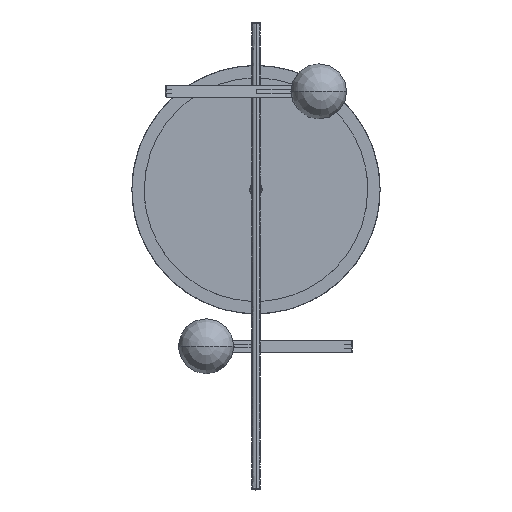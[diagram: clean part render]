
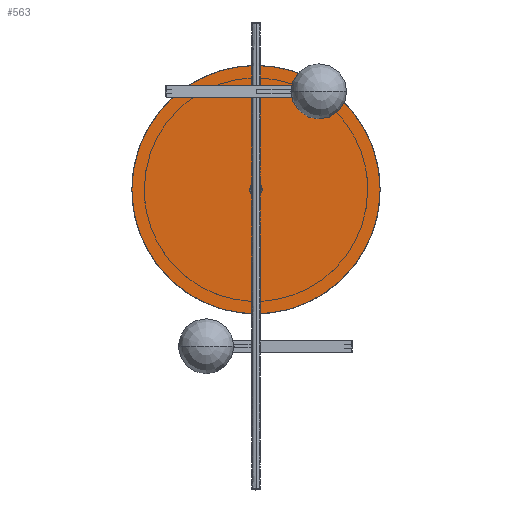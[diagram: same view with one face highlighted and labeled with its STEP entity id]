
A CAD part, top view. The second image highlights one B-rep face of the part: STEP entity #563.
In plain terms, the highlighted planar face has unit normal (0, 0, 1).
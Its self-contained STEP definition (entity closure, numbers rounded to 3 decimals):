
#281=FACE_BOUND($,#1197,.T.);
#563=ADVANCED_FACE($,(#872,#281),#4025,.T.);
#872=FACE_OUTER_BOUND($,#1196,.T.);
#1196=EDGE_LOOP($,(#2569,#2570));
#1197=EDGE_LOOP($,(#2571,#2572,#2573,#2574));
#2569=ORIENTED_EDGE($,*,*,#3407,.F.);
#2570=ORIENTED_EDGE($,*,*,#3408,.F.);
#2571=ORIENTED_EDGE($,*,*,#3412,.T.);
#2572=ORIENTED_EDGE($,*,*,#3420,.T.);
#2573=ORIENTED_EDGE($,*,*,#3417,.T.);
#2574=ORIENTED_EDGE($,*,*,#3415,.T.);
#3407=EDGE_CURVE($,#3923,#3924,#5008,.T.);
#3408=EDGE_CURVE($,#3924,#3923,#5009,.T.);
#3412=EDGE_CURVE($,#3927,#3932,#5012,.T.);
#3415=EDGE_CURVE($,#3931,#3927,#5015,.T.);
#3417=EDGE_CURVE($,#3928,#3931,#5016,.T.);
#3420=EDGE_CURVE($,#3932,#3928,#5017,.T.);
#3923=VERTEX_POINT($,#11544);
#3924=VERTEX_POINT($,#11545);
#3927=VERTEX_POINT($,#11548);
#3928=VERTEX_POINT($,#11549);
#3931=VERTEX_POINT($,#11552);
#3932=VERTEX_POINT($,#11553);
#4025=PLANE($,#5130);
#5008=(
BOUNDED_CURVE()
B_SPLINE_CURVE(2,(#11452,#11453,#11454,#11455,#11456),.UNSPECIFIED.,.F.,
.F.)
B_SPLINE_CURVE_WITH_KNOTS((3,2,3),(-1256.637,-942.478,-628.319),
.UNSPECIFIED.)
CURVE()
GEOMETRIC_REPRESENTATION_ITEM()
RATIONAL_B_SPLINE_CURVE((1.,0.707,1.,0.707,1.))
REPRESENTATION_ITEM($)
);
#5009=(
BOUNDED_CURVE()
B_SPLINE_CURVE(2,(#11457,#11458,#11459,#11460,#11461),.UNSPECIFIED.,.F.,
.F.)
B_SPLINE_CURVE_WITH_KNOTS((3,2,3),(-628.319,-314.159,0.),
.UNSPECIFIED.)
CURVE()
GEOMETRIC_REPRESENTATION_ITEM()
RATIONAL_B_SPLINE_CURVE((1.,0.707,1.,0.707,1.))
REPRESENTATION_ITEM($)
);
#5012=(
BOUNDED_CURVE()
B_SPLINE_CURVE(2,(#11474,#11475,#11476),.UNSPECIFIED.,.F.,.F.)
B_SPLINE_CURVE_WITH_KNOTS((3,3),(-62.832,-47.124),.UNSPECIFIED.)
CURVE()
GEOMETRIC_REPRESENTATION_ITEM()
RATIONAL_B_SPLINE_CURVE((1.,0.707,1.))
REPRESENTATION_ITEM($)
);
#5015=(
BOUNDED_CURVE()
B_SPLINE_CURVE(2,(#11487,#11488,#11489),.UNSPECIFIED.,.F.,.F.)
B_SPLINE_CURVE_WITH_KNOTS((3,3),(-15.708,0.),.UNSPECIFIED.)
CURVE()
GEOMETRIC_REPRESENTATION_ITEM()
RATIONAL_B_SPLINE_CURVE((1.,0.707,1.))
REPRESENTATION_ITEM($)
);
#5016=(
BOUNDED_CURVE()
B_SPLINE_CURVE(2,(#11492,#11493,#11494),.UNSPECIFIED.,.F.,.F.)
B_SPLINE_CURVE_WITH_KNOTS((3,3),(-31.416,-15.708),.UNSPECIFIED.)
CURVE()
GEOMETRIC_REPRESENTATION_ITEM()
RATIONAL_B_SPLINE_CURVE((1.,0.707,1.))
REPRESENTATION_ITEM($)
);
#5017=(
BOUNDED_CURVE()
B_SPLINE_CURVE(2,(#11499,#11500,#11501),.UNSPECIFIED.,.F.,.F.)
B_SPLINE_CURVE_WITH_KNOTS((3,3),(-47.124,-31.416),.UNSPECIFIED.)
CURVE()
GEOMETRIC_REPRESENTATION_ITEM()
RATIONAL_B_SPLINE_CURVE((1.,0.707,1.))
REPRESENTATION_ITEM($)
);
#5130=AXIS2_PLACEMENT_3D($,#11512,#5200,$);
#5200=DIRECTION($,(0.,0.,1.));
#11452=CARTESIAN_POINT($,(200.,0.,16.));
#11453=CARTESIAN_POINT($,(200.,-200.,16.));
#11454=CARTESIAN_POINT($,(0.,-200.,16.));
#11455=CARTESIAN_POINT($,(-200.,-200.,16.));
#11456=CARTESIAN_POINT($,(-200.,0.,16.));
#11457=CARTESIAN_POINT($,(-200.,0.,16.));
#11458=CARTESIAN_POINT($,(-200.,200.,16.));
#11459=CARTESIAN_POINT($,(0.,200.,16.));
#11460=CARTESIAN_POINT($,(200.,200.,16.));
#11461=CARTESIAN_POINT($,(200.,0.,16.));
#11474=CARTESIAN_POINT($,(0.,-10.,16.));
#11475=CARTESIAN_POINT($,(-10.,-10.,16.));
#11476=CARTESIAN_POINT($,(-10.,0.,16.));
#11487=CARTESIAN_POINT($,(10.,0.,16.));
#11488=CARTESIAN_POINT($,(10.,-10.,16.));
#11489=CARTESIAN_POINT($,(0.,-10.,16.));
#11492=CARTESIAN_POINT($,(0.,10.,16.));
#11493=CARTESIAN_POINT($,(10.,10.,16.));
#11494=CARTESIAN_POINT($,(10.,0.,16.));
#11499=CARTESIAN_POINT($,(-10.,0.,16.));
#11500=CARTESIAN_POINT($,(-10.,10.,16.));
#11501=CARTESIAN_POINT($,(0.,10.,16.));
#11512=CARTESIAN_POINT($,(-204.,-204.,16.));
#11544=CARTESIAN_POINT($,(200.,0.,16.));
#11545=CARTESIAN_POINT($,(-200.,0.,16.));
#11548=CARTESIAN_POINT($,(0.,-10.,16.));
#11549=CARTESIAN_POINT($,(0.,10.,16.));
#11552=CARTESIAN_POINT($,(10.,0.,16.));
#11553=CARTESIAN_POINT($,(-10.,0.,16.));
